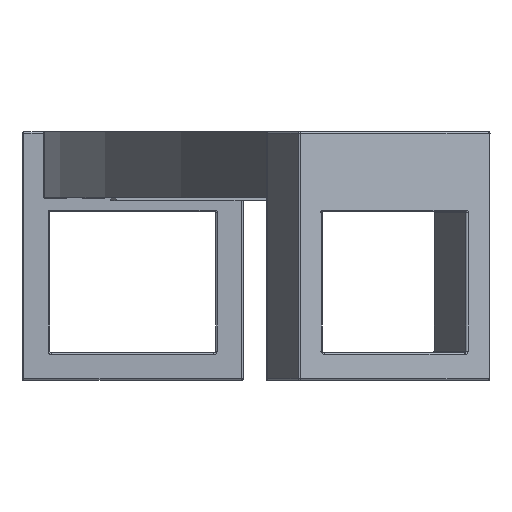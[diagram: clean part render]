
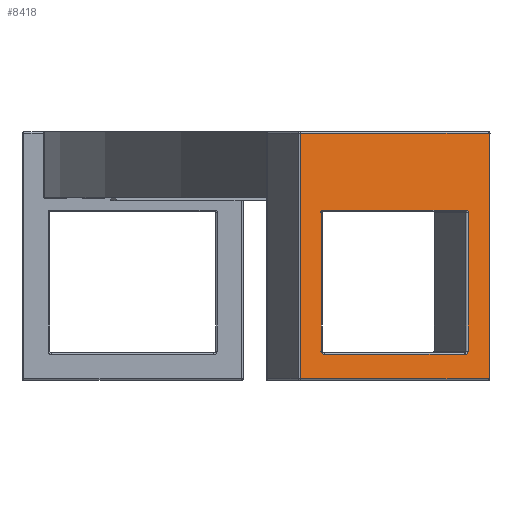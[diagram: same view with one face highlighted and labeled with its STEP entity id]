
A CAD part, front view. The second image highlights one B-rep face of the part: STEP entity #8418.
In plain terms, the highlighted planar face has unit normal (0.5, -0.866, 0).
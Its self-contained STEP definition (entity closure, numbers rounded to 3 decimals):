
#158=FACE_BOUND('',#1494,.T.);
#583=CIRCLE('',#9039,6.);
#584=CIRCLE('',#9040,4.);
#585=CIRCLE('',#9041,4.);
#586=CIRCLE('',#9042,6.);
#1019=FACE_OUTER_BOUND('',#1493,.T.);
#1493=EDGE_LOOP('',(#6075,#6076,#6077,#6078));
#1494=EDGE_LOOP('',(#6079,#6080,#6081,#6082,#6083,#6084,#6085,#6086));
#2150=LINE('',#14140,#2730);
#2151=LINE('',#14142,#2731);
#2152=LINE('',#14144,#2732);
#2153=LINE('',#14145,#2733);
#2154=LINE('',#14150,#2734);
#2155=LINE('',#14154,#2735);
#2156=LINE('',#14158,#2736);
#2157=LINE('',#14161,#2737);
#2730=VECTOR('',#10534,10.);
#2731=VECTOR('',#10535,10.);
#2732=VECTOR('',#10536,10.);
#2733=VECTOR('',#10537,10.);
#2734=VECTOR('',#10540,10.);
#2735=VECTOR('',#10543,10.);
#2736=VECTOR('',#10546,10.);
#2737=VECTOR('',#10549,10.);
#3602=VERTEX_POINT('',#14138);
#3603=VERTEX_POINT('',#14139);
#3604=VERTEX_POINT('',#14141);
#3605=VERTEX_POINT('',#14143);
#3606=VERTEX_POINT('',#14146);
#3607=VERTEX_POINT('',#14147);
#3608=VERTEX_POINT('',#14149);
#3609=VERTEX_POINT('',#14151);
#3610=VERTEX_POINT('',#14153);
#3611=VERTEX_POINT('',#14155);
#3612=VERTEX_POINT('',#14157);
#3613=VERTEX_POINT('',#14159);
#4498=EDGE_CURVE('',#3602,#3603,#2150,.T.);
#4499=EDGE_CURVE('',#3604,#3602,#2151,.T.);
#4500=EDGE_CURVE('',#3605,#3604,#2152,.T.);
#4501=EDGE_CURVE('',#3603,#3605,#2153,.T.);
#4502=EDGE_CURVE('',#3606,#3607,#583,.T.);
#4503=EDGE_CURVE('',#3608,#3606,#2154,.T.);
#4504=EDGE_CURVE('',#3609,#3608,#584,.T.);
#4505=EDGE_CURVE('',#3610,#3609,#2155,.T.);
#4506=EDGE_CURVE('',#3611,#3610,#585,.T.);
#4507=EDGE_CURVE('',#3612,#3611,#2156,.T.);
#4508=EDGE_CURVE('',#3613,#3612,#586,.T.);
#4509=EDGE_CURVE('',#3607,#3613,#2157,.T.);
#6075=ORIENTED_EDGE('',*,*,#4498,.F.);
#6076=ORIENTED_EDGE('',*,*,#4499,.F.);
#6077=ORIENTED_EDGE('',*,*,#4500,.F.);
#6078=ORIENTED_EDGE('',*,*,#4501,.F.);
#6079=ORIENTED_EDGE('',*,*,#4502,.F.);
#6080=ORIENTED_EDGE('',*,*,#4503,.F.);
#6081=ORIENTED_EDGE('',*,*,#4504,.F.);
#6082=ORIENTED_EDGE('',*,*,#4505,.F.);
#6083=ORIENTED_EDGE('',*,*,#4506,.F.);
#6084=ORIENTED_EDGE('',*,*,#4507,.F.);
#6085=ORIENTED_EDGE('',*,*,#4508,.F.);
#6086=ORIENTED_EDGE('',*,*,#4509,.F.);
#7789=PLANE('',#9038);
#8418=ADVANCED_FACE('',(#1019,#158),#7789,.T.);
#9038=AXIS2_PLACEMENT_3D('',#14137,#10532,#10533);
#9039=AXIS2_PLACEMENT_3D('',#14148,#10538,#10539);
#9040=AXIS2_PLACEMENT_3D('',#14152,#10541,#10542);
#9041=AXIS2_PLACEMENT_3D('',#14156,#10544,#10545);
#9042=AXIS2_PLACEMENT_3D('',#14160,#10547,#10548);
#10532=DIRECTION('center_axis',(0.5,-0.866,0.));
#10533=DIRECTION('ref_axis',(-0.866,-0.5,0.));
#10534=DIRECTION('',(0.,0.,1.));
#10535=DIRECTION('',(-0.866,-0.5,0.));
#10536=DIRECTION('',(0.,0.,-1.));
#10537=DIRECTION('',(0.866,0.5,0.));
#10538=DIRECTION('center_axis',(0.5,-0.866,0.));
#10539=DIRECTION('ref_axis',(-0.612,-0.354,-0.707));
#10540=DIRECTION('',(0.,0.,-1.));
#10541=DIRECTION('center_axis',(0.5,-0.866,0.));
#10542=DIRECTION('ref_axis',(-0.612,-0.354,0.707));
#10543=DIRECTION('',(-0.866,-0.5,0.));
#10544=DIRECTION('center_axis',(0.5,-0.866,0.));
#10545=DIRECTION('ref_axis',(0.612,0.354,0.707));
#10546=DIRECTION('',(0.,0.,1.));
#10547=DIRECTION('center_axis',(0.5,-0.866,0.));
#10548=DIRECTION('ref_axis',(0.612,0.354,-0.707));
#10549=DIRECTION('',(0.866,0.5,0.));
#14137=CARTESIAN_POINT('Origin',(677.977,190.182,284.997));
#14138=CARTESIAN_POINT('',(507.37,91.682,62.997));
#14139=CARTESIAN_POINT('',(507.37,91.682,506.997));
#14140=CARTESIAN_POINT('',(507.37,91.682,172.497));
#14141=CARTESIAN_POINT('',(848.584,288.682,62.997));
#14142=CARTESIAN_POINT('',(764.579,240.182,62.997));
#14143=CARTESIAN_POINT('',(848.584,288.682,506.997));
#14144=CARTESIAN_POINT('',(848.584,288.682,397.497));
#14145=CARTESIAN_POINT('',(591.374,140.182,506.997));
#14146=CARTESIAN_POINT('',(545.475,113.682,112.997));
#14147=CARTESIAN_POINT('',(550.671,116.682,106.997));
#14148=CARTESIAN_POINT('Origin',(550.671,116.682,112.997));
#14149=CARTESIAN_POINT('',(545.475,113.682,363.997));
#14150=CARTESIAN_POINT('',(545.475,113.682,324.997));
#14151=CARTESIAN_POINT('',(548.939,115.682,367.997));
#14152=CARTESIAN_POINT('Origin',(548.939,115.682,363.997));
#14153=CARTESIAN_POINT('',(807.015,264.682,367.997));
#14154=CARTESIAN_POINT('',(742.929,227.682,367.997));
#14155=CARTESIAN_POINT('',(810.479,266.682,363.997));
#14156=CARTESIAN_POINT('Origin',(807.015,264.682,363.997));
#14157=CARTESIAN_POINT('',(810.479,266.682,112.997));
#14158=CARTESIAN_POINT('',(810.479,266.682,197.497));
#14159=CARTESIAN_POINT('',(805.283,263.682,106.997));
#14160=CARTESIAN_POINT('Origin',(805.283,263.682,112.997));
#14161=CARTESIAN_POINT('',(613.025,152.682,106.997));
